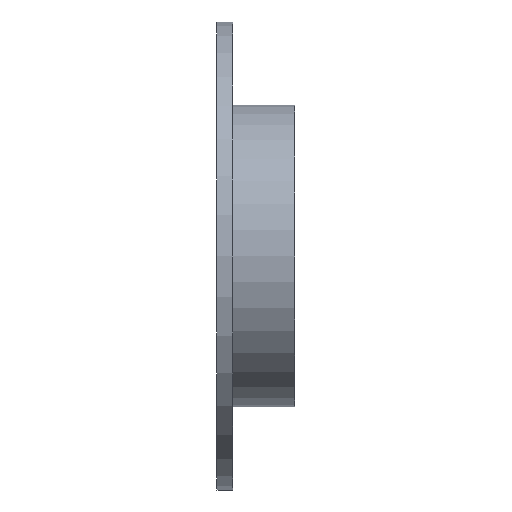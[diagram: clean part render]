
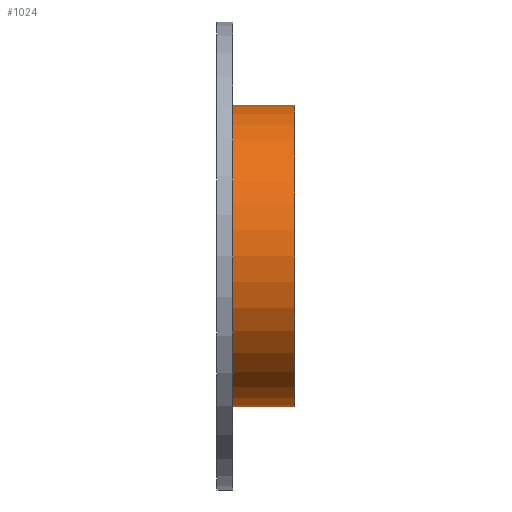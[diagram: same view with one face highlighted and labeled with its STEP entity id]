
A CAD part, front view. The second image highlights one B-rep face of the part: STEP entity #1024.
In plain terms, the highlighted cylindrical face has radius 25.778 mm (diameter 51.556 mm), a partial arc.
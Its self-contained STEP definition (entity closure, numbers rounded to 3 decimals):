
#54 = DIRECTION ( 'NONE',  ( -1., 0., 0. ) ) ;
#83 = VERTEX_POINT ( 'NONE', #972 ) ;
#84 = DIRECTION ( 'NONE',  ( -1., 0., 0. ) ) ;
#90 = DIRECTION ( 'NONE',  ( 1., 0., 0. ) ) ;
#124 = CARTESIAN_POINT ( 'NONE',  ( 13.714, 0., 0. ) ) ;
#140 = CIRCLE ( 'NONE', #381, 25.778 ) ;
#145 = ORIENTED_EDGE ( 'NONE', *, *, #553, .T. ) ;
#163 = LINE ( 'NONE', #664, #468 ) ;
#188 = FACE_OUTER_BOUND ( 'NONE', #777, .T. ) ;
#229 = CARTESIAN_POINT ( 'NONE',  ( 13.714, 0., -25.778 ) ) ;
#271 = CYLINDRICAL_SURFACE ( 'NONE', #345, 25.778 ) ;
#345 = AXIS2_PLACEMENT_3D ( 'NONE', #741, #1235, #760 ) ;
#361 = AXIS2_PLACEMENT_3D ( 'NONE', #124, #879, #1192 ) ;
#367 = EDGE_CURVE ( 'NONE', #902, #83, #926, .T. ) ;
#369 = CARTESIAN_POINT ( 'NONE',  ( 3.048, 0., 0. ) ) ;
#381 = AXIS2_PLACEMENT_3D ( 'NONE', #369, #90, #757 ) ;
#425 = CIRCLE ( 'NONE', #361, 25.778 ) ;
#431 = ORIENTED_EDGE ( 'NONE', *, *, #938, .T. ) ;
#468 = VECTOR ( 'NONE', #84, 1000. ) ;
#469 = VERTEX_POINT ( 'NONE', #1014 ) ;
#553 = EDGE_CURVE ( 'NONE', #469, #83, #140, .T. ) ;
#658 = VERTEX_POINT ( 'NONE', #1069 ) ;
#664 = CARTESIAN_POINT ( 'NONE',  ( 13.714, 0., 25.778 ) ) ;
#741 = CARTESIAN_POINT ( 'NONE',  ( 13.714, 0., 0. ) ) ;
#757 = DIRECTION ( 'NONE',  ( 0., 0., -1. ) ) ;
#760 = DIRECTION ( 'NONE',  ( 0., 0., 1. ) ) ;
#777 = EDGE_LOOP ( 'NONE', ( #974, #1151, #431, #145 ) ) ;
#879 = DIRECTION ( 'NONE',  ( 1., 0., 0. ) ) ;
#902 = VERTEX_POINT ( 'NONE', #229 ) ;
#926 = LINE ( 'NONE', #1108, #1113 ) ;
#938 = EDGE_CURVE ( 'NONE', #658, #469, #163, .T. ) ;
#972 = CARTESIAN_POINT ( 'NONE',  ( 3.048, 0., -25.778 ) ) ;
#974 = ORIENTED_EDGE ( 'NONE', *, *, #367, .F. ) ;
#1014 = CARTESIAN_POINT ( 'NONE',  ( 3.048, 0., 25.778 ) ) ;
#1024 = ADVANCED_FACE ( 'NONE', ( #188 ), #271, .T. ) ;
#1069 = CARTESIAN_POINT ( 'NONE',  ( 13.714, 0., 25.778 ) ) ;
#1108 = CARTESIAN_POINT ( 'NONE',  ( 13.714, 0., -25.778 ) ) ;
#1110 = EDGE_CURVE ( 'NONE', #658, #902, #425, .T. ) ;
#1113 = VECTOR ( 'NONE', #54, 1000. ) ;
#1151 = ORIENTED_EDGE ( 'NONE', *, *, #1110, .F. ) ;
#1192 = DIRECTION ( 'NONE',  ( 0., 0., -1. ) ) ;
#1235 = DIRECTION ( 'NONE',  ( -1., 0., 0. ) ) ;
